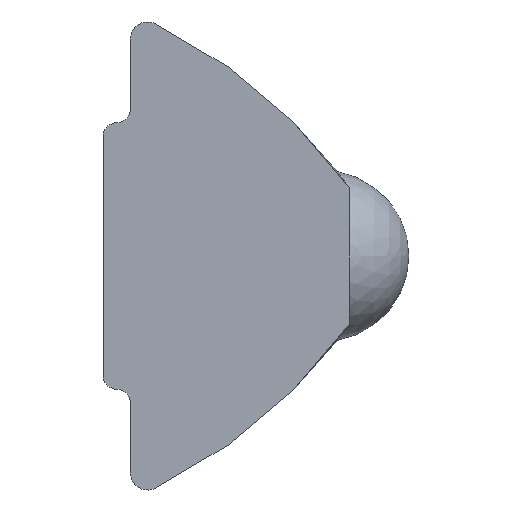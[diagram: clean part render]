
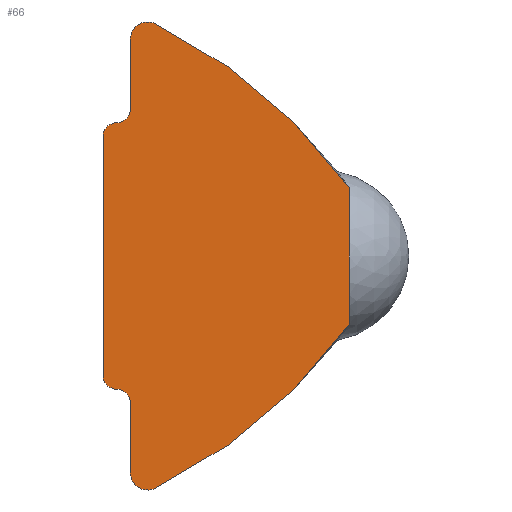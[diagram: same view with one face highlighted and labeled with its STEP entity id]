
A CAD part, left-side view. The second image highlights one B-rep face of the part: STEP entity #66.
In plain terms, the highlighted planar face has unit normal (-1, 0, 0).
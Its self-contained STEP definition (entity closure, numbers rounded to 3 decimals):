
#66 = ADVANCED_FACE( '', ( #136 ), #137, .F. );
#136 = FACE_OUTER_BOUND( '', #208, .T. );
#137 = PLANE( '', #209 );
#208 = EDGE_LOOP( '', ( #330, #331, #332, #333, #334, #335, #336, #337, #338, #339, #340, #341 ) );
#209 = AXIS2_PLACEMENT_3D( '', #342, #343, #344 );
#330 = ORIENTED_EDGE( '', *, *, #468, .F. );
#331 = ORIENTED_EDGE( '', *, *, #472, .T. );
#332 = ORIENTED_EDGE( '', *, *, #422, .F. );
#333 = ORIENTED_EDGE( '', *, *, #473, .F. );
#334 = ORIENTED_EDGE( '', *, *, #432, .F. );
#335 = ORIENTED_EDGE( '', *, *, #427, .T. );
#336 = ORIENTED_EDGE( '', *, *, #436, .F. );
#337 = ORIENTED_EDGE( '', *, *, #465, .F. );
#338 = ORIENTED_EDGE( '', *, *, #448, .F. );
#339 = ORIENTED_EDGE( '', *, *, #443, .F. );
#340 = ORIENTED_EDGE( '', *, *, #474, .F. );
#341 = ORIENTED_EDGE( '', *, *, #453, .F. );
#342 = CARTESIAN_POINT( '', ( 0., 5.9, 6.35 ) );
#343 = DIRECTION( '', ( 1., 0., 0. ) );
#344 = DIRECTION( '', ( 0., 0., -1. ) );
#422 = EDGE_CURVE( '', #494, #495, #496, .T. );
#427 = EDGE_CURVE( '', #503, #504, #505, .T. );
#432 = EDGE_CURVE( '', #503, #512, #513, .T. );
#436 = EDGE_CURVE( '', #518, #504, #519, .T. );
#443 = EDGE_CURVE( '', #529, #525, #531, .T. );
#448 = EDGE_CURVE( '', #525, #539, #540, .T. );
#453 = EDGE_CURVE( '', #547, #548, #549, .T. );
#465 = EDGE_CURVE( '', #539, #518, #565, .T. );
#468 = EDGE_CURVE( '', #568, #547, #569, .T. );
#472 = EDGE_CURVE( '', #568, #495, #574, .T. );
#473 = EDGE_CURVE( '', #512, #494, #575, .T. );
#474 = EDGE_CURVE( '', #548, #529, #576, .T. );
#494 = VERTEX_POINT( '', #600 );
#495 = VERTEX_POINT( '', #601 );
#496 = CIRCLE( '', #602, 0.4 );
#503 = VERTEX_POINT( '', #611 );
#504 = VERTEX_POINT( '', #612 );
#505 = CIRCLE( '', #613, 0.4 );
#512 = VERTEX_POINT( '', #622 );
#513 = CIRCLE( '', #623, 0.4 );
#518 = VERTEX_POINT( '', #629 );
#519 = LINE( '', #630, #631 );
#525 = VERTEX_POINT( '', #639 );
#529 = VERTEX_POINT( '', #644 );
#531 = LINE( '', #647, #648 );
#539 = VERTEX_POINT( '', #681 );
#540 = CIRCLE( '', #682, 15. );
#547 = VERTEX_POINT( '', #691 );
#548 = VERTEX_POINT( '', #692 );
#549 = CIRCLE( '', #693, 0.5 );
#565 = CIRCLE( '', #726, 0.5 );
#568 = VERTEX_POINT( '', #729 );
#569 = LINE( '', #730, #731 );
#574 = CIRCLE( '', #738, 0.4 );
#575 = LINE( '', #739, #740 );
#576 = CIRCLE( '', #741, 15. );
#600 = CARTESIAN_POINT( '', ( 0., 7.2, 3.5 ) );
#601 = CARTESIAN_POINT( '', ( 0., 6.8, 3.9 ) );
#602 = AXIS2_PLACEMENT_3D( '', #777, #778, #779 );
#611 = CARTESIAN_POINT( '', ( 0., 6.8, -3.9 ) );
#612 = CARTESIAN_POINT( '', ( 0., 6.4, -4.3 ) );
#613 = AXIS2_PLACEMENT_3D( '', #785, #786, #787 );
#622 = CARTESIAN_POINT( '', ( 0., 7.2, -3.5 ) );
#623 = AXIS2_PLACEMENT_3D( '', #793, #794, #795 );
#629 = CARTESIAN_POINT( '', ( 0., 6.4, -6.35 ) );
#630 = CARTESIAN_POINT( '', ( 0., 6.4, -6.35 ) );
#631 = VECTOR( '', #800, 1000. );
#639 = CARTESIAN_POINT( '', ( 0., 0., -2. ) );
#644 = CARTESIAN_POINT( '', ( 0., 0., 2. ) );
#647 = CARTESIAN_POINT( '', ( 0., 0., 2. ) );
#648 = VECTOR( '', #808, 1000. );
#681 = CARTESIAN_POINT( '', ( 0., 5.7, -6.808 ) );
#682 = AXIS2_PLACEMENT_3D( '', #810, #811, #812 );
#691 = CARTESIAN_POINT( '', ( 0., 6.4, 6.35 ) );
#692 = CARTESIAN_POINT( '', ( 0., 5.7, 6.808 ) );
#693 = AXIS2_PLACEMENT_3D( '', #818, #819, #820 );
#726 = AXIS2_PLACEMENT_3D( '', #835, #836, #837 );
#729 = CARTESIAN_POINT( '', ( 0., 6.4, 4.3 ) );
#730 = CARTESIAN_POINT( '', ( 0., 6.4, 4.3 ) );
#731 = VECTOR( '', #841, 1000. );
#738 = AXIS2_PLACEMENT_3D( '', #844, #845, #846 );
#739 = CARTESIAN_POINT( '', ( 0., 7.2, -3.5 ) );
#740 = VECTOR( '', #847, 1000. );
#741 = AXIS2_PLACEMENT_3D( '', #848, #849, #850 );
#777 = CARTESIAN_POINT( '', ( 0., 6.8, 3.5 ) );
#778 = DIRECTION( '', ( 1., 0., 0. ) );
#779 = DIRECTION( '', ( 0., 0., -1. ) );
#785 = CARTESIAN_POINT( '', ( 0., 6.8, -4.3 ) );
#786 = DIRECTION( '', ( 1., 0., 0. ) );
#787 = DIRECTION( '', ( 0., 0., -1. ) );
#793 = CARTESIAN_POINT( '', ( 0., 6.8, -3.5 ) );
#794 = DIRECTION( '', ( 1., 0., 0. ) );
#795 = DIRECTION( '', ( 0., 0., -1. ) );
#800 = DIRECTION( '', ( 0., 0., 1. ) );
#808 = DIRECTION( '', ( 0., 0., -1. ) );
#810 = CARTESIAN_POINT( '', ( 0., 12.218, 6.701 ) );
#811 = DIRECTION( '', ( 1., 0., 0. ) );
#812 = DIRECTION( '', ( 0., 0., -1. ) );
#818 = CARTESIAN_POINT( '', ( 0., 5.9, 6.35 ) );
#819 = DIRECTION( '', ( 1., 0., 0. ) );
#820 = DIRECTION( '', ( 0., 0., -1. ) );
#835 = CARTESIAN_POINT( '', ( 0., 5.9, -6.35 ) );
#836 = DIRECTION( '', ( 1., 0., 0. ) );
#837 = DIRECTION( '', ( 0., 0., -1. ) );
#841 = DIRECTION( '', ( 0., 0., 1. ) );
#844 = CARTESIAN_POINT( '', ( 0., 6.8, 4.3 ) );
#845 = DIRECTION( '', ( 1., 0., 0. ) );
#846 = DIRECTION( '', ( 0., 0., -1. ) );
#847 = DIRECTION( '', ( 0., 0., 1. ) );
#848 = CARTESIAN_POINT( '', ( 0., 12.218, -6.701 ) );
#849 = DIRECTION( '', ( 1., 0., 0. ) );
#850 = DIRECTION( '', ( 0., 0., -1. ) );
